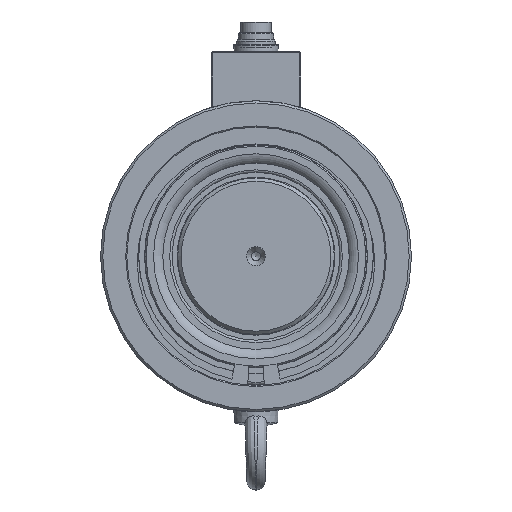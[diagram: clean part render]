
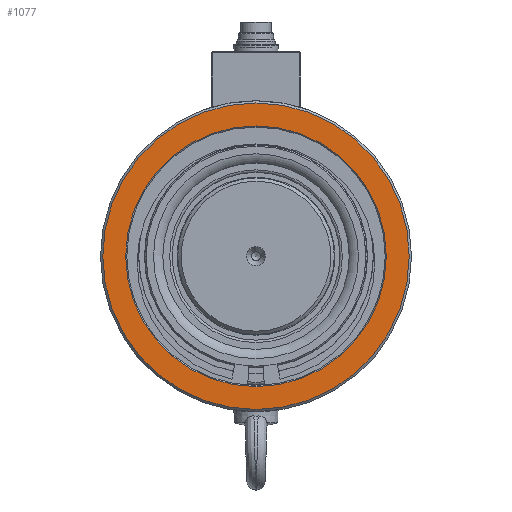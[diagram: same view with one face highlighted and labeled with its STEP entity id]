
A CAD part, left-side view. The second image highlights one B-rep face of the part: STEP entity #1077.
In plain terms, the highlighted planar face has unit normal (-1, 0, 0).
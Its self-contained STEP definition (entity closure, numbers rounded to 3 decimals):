
#1077 = ADVANCED_FACE( '', ( #2211, #2212 ), #2213, .T. );
#2211 = FACE_BOUND( '', #3779, .T. );
#2212 = FACE_OUTER_BOUND( '', #3780, .T. );
#2213 = PLANE( '', #3781 );
#3779 = EDGE_LOOP( '', ( #7128 ) );
#3780 = EDGE_LOOP( '', ( #7129 ) );
#3781 = AXIS2_PLACEMENT_3D( '', #7130, #7131, #7132 );
#7128 = ORIENTED_EDGE( '', *, *, #9832, .T. );
#7129 = ORIENTED_EDGE( '', *, *, #9833, .T. );
#7130 = CARTESIAN_POINT( '', ( 0., 0., 0. ) );
#7131 = DIRECTION( '', ( -1., 0., 0. ) );
#7132 = DIRECTION( '', ( 0., -1., 0. ) );
#9832 = EDGE_CURVE( '', #11083, #11083, #11084, .F. );
#9833 = EDGE_CURVE( '', #11085, #11085, #11086, .T. );
#11083 = VERTEX_POINT( '', #12835 );
#11084 = CIRCLE( '', #12836, 58.25 );
#11085 = VERTEX_POINT( '', #12837 );
#11086 = CIRCLE( '', #12838, 68.5 );
#12835 = CARTESIAN_POINT( '', ( 0., -58.25, 0. ) );
#12836 = AXIS2_PLACEMENT_3D( '', #14878, #14879, #14880 );
#12837 = CARTESIAN_POINT( '', ( 0., -68.5, 0. ) );
#12838 = AXIS2_PLACEMENT_3D( '', #14881, #14882, #14883 );
#14878 = CARTESIAN_POINT( '', ( 0., 0., 0. ) );
#14879 = DIRECTION( '', ( -1., 0., 0. ) );
#14880 = DIRECTION( '', ( 0., -1., 0. ) );
#14881 = CARTESIAN_POINT( '', ( 0., 0., 0. ) );
#14882 = DIRECTION( '', ( -1., 0., 0. ) );
#14883 = DIRECTION( '', ( 0., -1., 0. ) );
